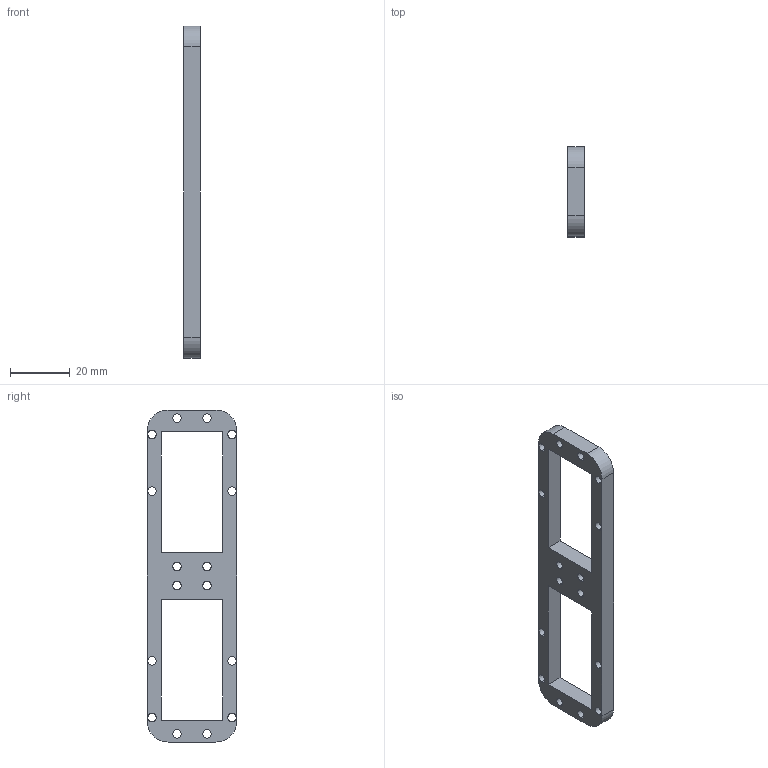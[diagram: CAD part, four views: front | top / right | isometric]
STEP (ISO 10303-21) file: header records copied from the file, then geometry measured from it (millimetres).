
FILE_DESCRIPTION (( 'STEP AP214' ), '1' );
FILE_NAME ('72219292718229386215.STEP', '2026-02-24T23:54:32', ( '' ), ( '' ), 'SwSTEP 2.0', 'SolidWorks 2025', '' );
FILE_SCHEMA (( 'AUTOMOTIVE_DESIGN' ));
Length unit declared in the file: millimetre
Products named in the file (1): 72219292718229386215
Bounding box: 5.5 x 30 x 111 mm (x, y, z)
Volume: 8377.7 mm3; surface area: 6653.7 mm2
Topology: 1 solids, 1 shells, 52 faces, 150 edges, 100 vertices
Faces by surface type: cylinder 37, plane 15
Entity records: 1843 total; most frequent: DIRECTION 330, CARTESIAN_POINT 303, ORIENTED_EDGE 300, EDGE_CURVE 150, AXIS2_PLACEMENT_3D 127, VERTEX_POINT 100, EDGE_LOOP 88, LINE 76
